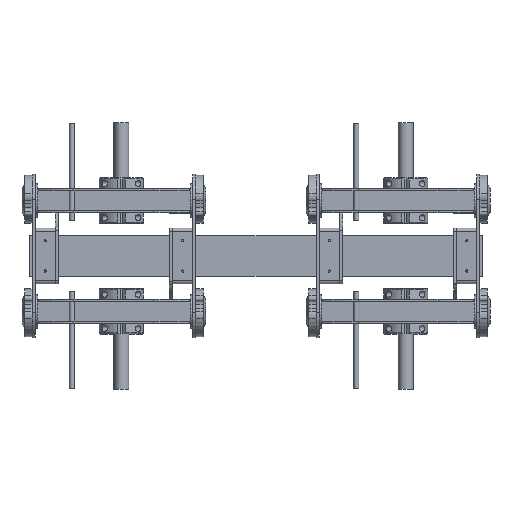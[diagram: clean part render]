
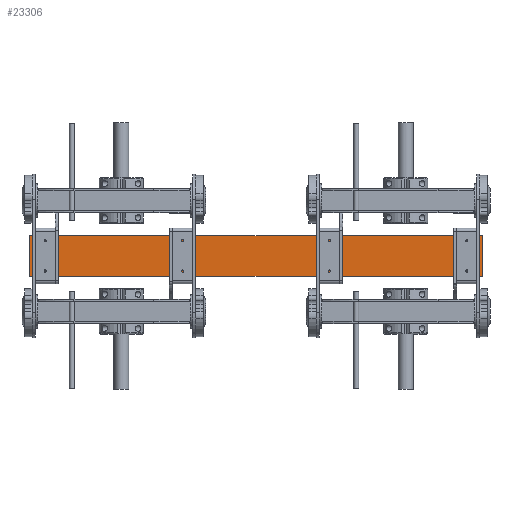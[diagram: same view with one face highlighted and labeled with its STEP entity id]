
A CAD part, top view. The second image highlights one B-rep face of the part: STEP entity #23306.
In plain terms, the highlighted planar face has unit normal (0, 0, 1).
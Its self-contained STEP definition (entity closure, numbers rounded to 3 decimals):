
#1650=PLANE('',#25489);
#2583=FACE_OUTER_BOUND('',#4322,.T.);
#4322=EDGE_LOOP('',(#19380,#19381,#19382,#19383));
#6302=LINE('',#40370,#8011);
#6303=LINE('',#40373,#8012);
#6304=LINE('',#40375,#8013);
#6305=LINE('',#40376,#8014);
#8011=VECTOR('',#30749,10.);
#8012=VECTOR('',#30752,10.);
#8013=VECTOR('',#30753,10.);
#8014=VECTOR('',#30754,10.);
#11288=VERTEX_POINT('',#40363);
#11291=VERTEX_POINT('',#40368);
#11292=VERTEX_POINT('',#40372);
#11293=VERTEX_POINT('',#40374);
#14129=EDGE_CURVE('',#11288,#11291,#6302,.F.);
#14130=EDGE_CURVE('',#11292,#11288,#6303,.F.);
#14131=EDGE_CURVE('',#11293,#11291,#6304,.T.);
#14132=EDGE_CURVE('',#11292,#11293,#6305,.T.);
#19380=ORIENTED_EDGE('',*,*,#14130,.T.);
#19381=ORIENTED_EDGE('',*,*,#14129,.T.);
#19382=ORIENTED_EDGE('',*,*,#14131,.F.);
#19383=ORIENTED_EDGE('',*,*,#14132,.F.);
#23306=ADVANCED_FACE('',(#2583),#1650,.T.);
#25489=AXIS2_PLACEMENT_3D('',#40371,#30750,#30751);
#30749=DIRECTION('',(1.,0.,0.));
#30750=DIRECTION('center_axis',(0.,0.,1.));
#30751=DIRECTION('ref_axis',(0.,1.,0.));
#30752=DIRECTION('',(0.,-1.,0.));
#30753=DIRECTION('',(0.,1.,0.));
#30754=DIRECTION('',(-1.,0.,0.));
#40363=CARTESIAN_POINT('',(645.,212.5,300.));
#40368=CARTESIAN_POINT('',(-255.,212.5,300.));
#40370=CARTESIAN_POINT('',(650.,212.5,300.));
#40371=CARTESIAN_POINT('Origin',(650.,147.5,300.));
#40372=CARTESIAN_POINT('',(645.,132.5,300.));
#40373=CARTESIAN_POINT('',(645.,160.,300.));
#40374=CARTESIAN_POINT('',(-255.,132.5,300.));
#40375=CARTESIAN_POINT('',(-255.,160.,300.));
#40376=CARTESIAN_POINT('',(650.,132.5,300.));
